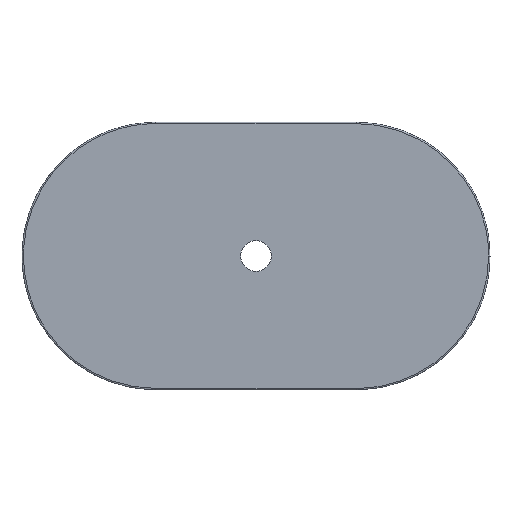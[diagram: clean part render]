
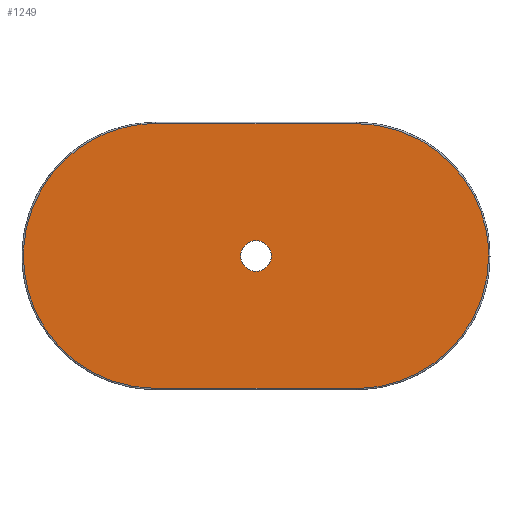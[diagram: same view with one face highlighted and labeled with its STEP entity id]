
A CAD part, front view. The second image highlights one B-rep face of the part: STEP entity #1249.
In plain terms, the highlighted planar face has unit normal (0, -1, 0).
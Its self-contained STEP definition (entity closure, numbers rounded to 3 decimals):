
#10 = VERTEX_POINT ( 'NONE', #1495 ) ;
#39 = AXIS2_PLACEMENT_3D ( 'NONE', #1153, #1113, #635 ) ;
#48 = ORIENTED_EDGE ( 'NONE', *, *, #425, .F. ) ;
#112 = AXIS2_PLACEMENT_3D ( 'NONE', #912, #942, #971 ) ;
#129 = CARTESIAN_POINT ( 'NONE',  ( 150., 0., -198. ) ) ;
#160 = ORIENTED_EDGE ( 'NONE', *, *, #1508, .F. ) ;
#191 =( BOUNDED_CURVE ( )  B_SPLINE_CURVE ( 3, ( #1530, #696, #808, #219 ),
 .UNSPECIFIED., .F., .T. ) 
 B_SPLINE_CURVE_WITH_KNOTS ( ( 4, 4 ),
 ( 0., 0.5 ),
 .UNSPECIFIED. ) 
 CURVE ( )  GEOMETRIC_REPRESENTATION_ITEM ( )  RATIONAL_B_SPLINE_CURVE ( ( 1., 0.805, 0.805, 1. ) ) 
 REPRESENTATION_ITEM ( '' )  );
#195 = VECTOR ( 'NONE', #1255, 1000. ) ;
#196 = LINE ( 'NONE', #1407, #1325 ) ;
#211 = EDGE_LOOP ( 'NONE', ( #48, #1071, #1164, #842, #1443 ) ) ;
#219 = CARTESIAN_POINT ( 'NONE',  ( 348., 0., 0. ) ) ;
#239 = VERTEX_POINT ( 'NONE', #567 ) ;
#266 = CARTESIAN_POINT ( 'NONE',  ( 348., 0., -115.986 ) ) ;
#305 = ORIENTED_EDGE ( 'NONE', *, *, #1127, .F. ) ;
#313 = LINE ( 'NONE', #758, #195 ) ;
#412 = VERTEX_POINT ( 'NONE', #877 ) ;
#425 = EDGE_CURVE ( 'NONE', #1305, #10, #313, .T. ) ;
#427 = CARTESIAN_POINT ( 'NONE',  ( -546., 0., -198. ) ) ;
#444 = EDGE_CURVE ( 'NONE', #10, #1202, #1032, .T. ) ;
#511 = VERTEX_POINT ( 'NONE', #815 ) ;
#567 = CARTESIAN_POINT ( 'NONE',  ( 150., 0., 198. ) ) ;
#585 = VERTEX_POINT ( 'NONE', #1297 ) ;
#635 = DIRECTION ( 'NONE',  ( 1., 0., 0. ) ) ;
#636 = FACE_OUTER_BOUND ( 'NONE', #211, .T. ) ;
#696 = CARTESIAN_POINT ( 'NONE',  ( 265.986, 0., 198. ) ) ;
#725 = EDGE_CURVE ( 'NONE', #239, #511, #191, .T. ) ;
#737 = CARTESIAN_POINT ( 'NONE',  ( 265.986, 0., -198. ) ) ;
#758 = CARTESIAN_POINT ( 'NONE',  ( 0., 0., -198. ) ) ;
#778 = CIRCLE ( 'NONE', #1464, 23. ) ;
#808 = CARTESIAN_POINT ( 'NONE',  ( 348., 0., 115.986 ) ) ;
#815 = CARTESIAN_POINT ( 'NONE',  ( 348., 0., 0. ) ) ;
#842 = ORIENTED_EDGE ( 'NONE', *, *, #1559, .F. ) ;
#862 = EDGE_CURVE ( 'NONE', #511, #1305, #1134, .T. ) ;
#877 = CARTESIAN_POINT ( 'NONE',  ( 23., 0., 0. ) ) ;
#892 = PLANE ( 'NONE',  #112 ) ;
#898 = CARTESIAN_POINT ( 'NONE',  ( -150., 0., -198. ) ) ;
#912 = CARTESIAN_POINT ( 'NONE',  ( 0., 0., 0. ) ) ;
#942 = DIRECTION ( 'NONE',  ( 0., 1., 0. ) ) ;
#971 = DIRECTION ( 'NONE',  ( 0., 0., 1. ) ) ;
#1010 = CARTESIAN_POINT ( 'NONE',  ( 150., 0., -198. ) ) ;
#1024 = CARTESIAN_POINT ( 'NONE',  ( -150., 0., 198. ) ) ;
#1032 =( BOUNDED_CURVE ( )  B_SPLINE_CURVE ( 3, ( #898, #427, #1268, #1024 ),
 .UNSPECIFIED., .F., .T. ) 
 B_SPLINE_CURVE_WITH_KNOTS ( ( 4, 4 ),
 ( 0., 1. ),
 .UNSPECIFIED. ) 
 CURVE ( )  GEOMETRIC_REPRESENTATION_ITEM ( )  RATIONAL_B_SPLINE_CURVE ( ( 1., 0.333, 0.333, 1. ) ) 
 REPRESENTATION_ITEM ( '' )  );
#1071 = ORIENTED_EDGE ( 'NONE', *, *, #862, .F. ) ;
#1089 = FACE_BOUND ( 'NONE', #1251, .T. ) ;
#1113 = DIRECTION ( 'NONE',  ( 0., -1., 0. ) ) ;
#1127 = EDGE_CURVE ( 'NONE', #412, #585, #1564, .T. ) ;
#1134 =( BOUNDED_CURVE ( )  B_SPLINE_CURVE ( 3, ( #1197, #266, #737, #129 ),
 .UNSPECIFIED., .F., .T. ) 
 B_SPLINE_CURVE_WITH_KNOTS ( ( 4, 4 ),
 ( 0.5, 1. ),
 .UNSPECIFIED. ) 
 CURVE ( )  GEOMETRIC_REPRESENTATION_ITEM ( )  RATIONAL_B_SPLINE_CURVE ( ( 1., 0.805, 0.805, 1. ) ) 
 REPRESENTATION_ITEM ( '' )  );
#1153 = CARTESIAN_POINT ( 'NONE',  ( 0., 0., 0. ) ) ;
#1158 = DIRECTION ( 'NONE',  ( 0., -1., 0. ) ) ;
#1164 = ORIENTED_EDGE ( 'NONE', *, *, #725, .F. ) ;
#1197 = CARTESIAN_POINT ( 'NONE',  ( 348., 0., 0. ) ) ;
#1202 = VERTEX_POINT ( 'NONE', #1518 ) ;
#1249 = ADVANCED_FACE ( 'NONE', ( #1089, #636 ), #892, .F. ) ;
#1251 = EDGE_LOOP ( 'NONE', ( #305, #160 ) ) ;
#1255 = DIRECTION ( 'NONE',  ( -1., 0., 0. ) ) ;
#1268 = CARTESIAN_POINT ( 'NONE',  ( -546., 0., 198. ) ) ;
#1297 = CARTESIAN_POINT ( 'NONE',  ( -23., 0., 0. ) ) ;
#1305 = VERTEX_POINT ( 'NONE', #1010 ) ;
#1325 = VECTOR ( 'NONE', #1475, 1000. ) ;
#1407 = CARTESIAN_POINT ( 'NONE',  ( 0., 0., 198. ) ) ;
#1420 = CARTESIAN_POINT ( 'NONE',  ( 0., 0., 0. ) ) ;
#1443 = ORIENTED_EDGE ( 'NONE', *, *, #444, .F. ) ;
#1464 = AXIS2_PLACEMENT_3D ( 'NONE', #1420, #1158, #1516 ) ;
#1475 = DIRECTION ( 'NONE',  ( 1., 0., 0. ) ) ;
#1495 = CARTESIAN_POINT ( 'NONE',  ( -150., 0., -198. ) ) ;
#1508 = EDGE_CURVE ( 'NONE', #585, #412, #778, .T. ) ;
#1516 = DIRECTION ( 'NONE',  ( 1., 0., 0. ) ) ;
#1518 = CARTESIAN_POINT ( 'NONE',  ( -150., 0., 198. ) ) ;
#1530 = CARTESIAN_POINT ( 'NONE',  ( 150., 0., 198. ) ) ;
#1559 = EDGE_CURVE ( 'NONE', #1202, #239, #196, .T. ) ;
#1564 = CIRCLE ( 'NONE', #39, 23. ) ;
